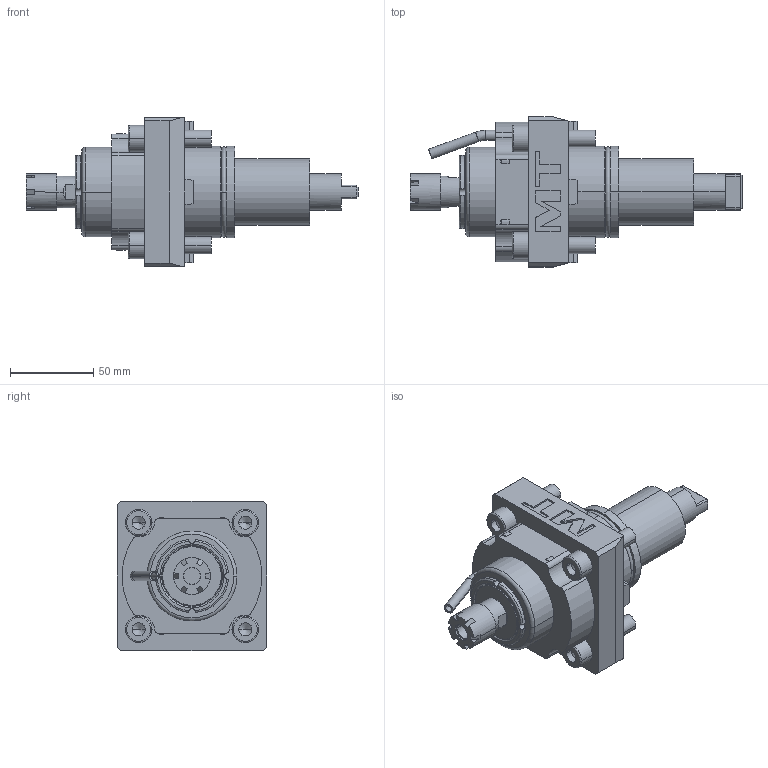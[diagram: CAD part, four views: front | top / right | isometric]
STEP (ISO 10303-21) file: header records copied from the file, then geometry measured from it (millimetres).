
FILE_DESCRIPTION((''),'2;1');
FILE_NAME('DWO0600116_CONF','2023-04-07T12:34:16',('gvalli'),('M.T. srl'),'CREO PARAMETRIC BY PTC INC, 2021072','CREO PARAMETRIC BY PTC INC, 2021072','');
FILE_SCHEMA(('CONFIG_CONTROL_DESIGN'));
Length unit declared in the file: millimetre
Products named in the file (1): DWO0600116_CONF
Bounding box: 199.25 x 90 x 90 mm (x, y, z)
Volume: 493680.6 mm3; surface area: 57805.1 mm2
Topology: 1 solids, 1 shells, 302 faces, 764 edges, 492 vertices
Faces by surface type: plane 156, cylinder 98, torus 30, cone 14, extrusion 4
Entity records: 9422 total; most frequent: CARTESIAN_POINT 2016, DIRECTION 1562, ORIENTED_EDGE 1512, EDGE_CURVE 756, AXIS2_PLACEMENT_3D 564, VERTEX_POINT 492, VECTOR 434, LINE 430
